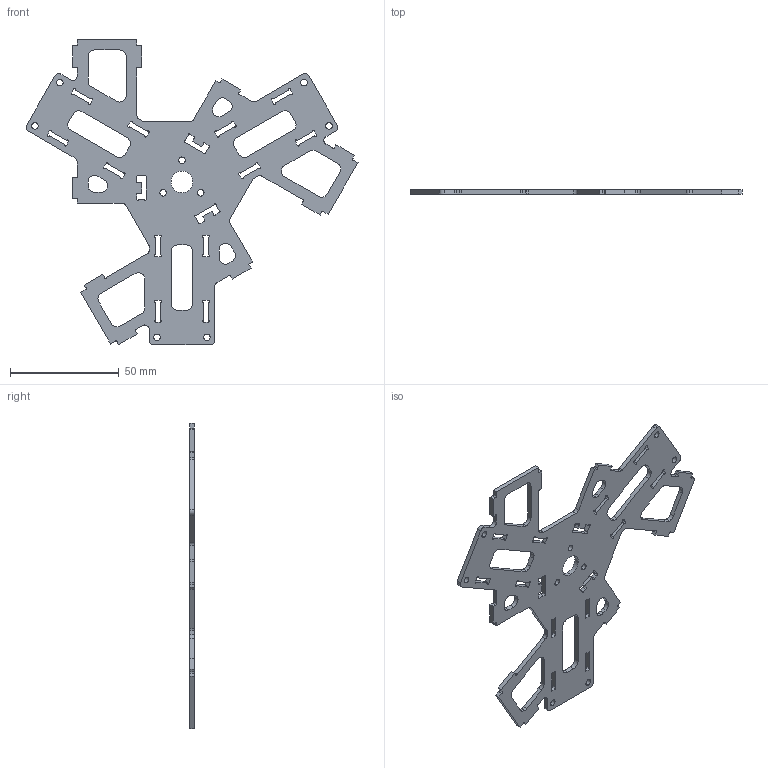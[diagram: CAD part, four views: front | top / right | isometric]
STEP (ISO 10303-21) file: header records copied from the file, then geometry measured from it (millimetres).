
FILE_DESCRIPTION (( 'STEP AP214' ), '1' );
FILE_NAME ('CFplate-hiptop v2.STEP', '2024-05-09T04:26:06', ( '' ), ( '' ), 'SwSTEP 2.0', 'SolidWorks 2023', '' );
FILE_SCHEMA (( 'AUTOMOTIVE_DESIGN' ));
Length unit declared in the file: millimetre
Products named in the file (1): CFplate-hiptop v2
Bounding box: 152.8 x 2.1 x 140.74 mm (x, y, z)
Volume: 16112.8 mm3; surface area: 19029 mm2
Topology: 1 solids, 1 shells, 375 faces, 1119 edges, 746 vertices
Faces by surface type: cylinder 202, plane 173
Entity records: 12896 total; most frequent: DIRECTION 2275, CARTESIAN_POINT 2241, ORIENTED_EDGE 2238, EDGE_CURVE 1119, AXIS2_PLACEMENT_3D 780, VERTEX_POINT 746, VECTOR 715, LINE 715
